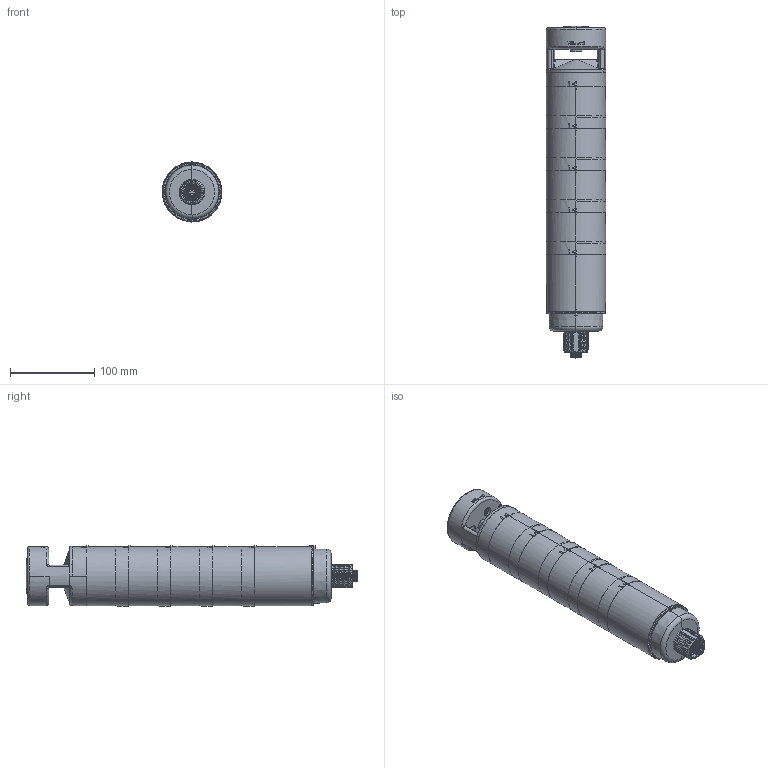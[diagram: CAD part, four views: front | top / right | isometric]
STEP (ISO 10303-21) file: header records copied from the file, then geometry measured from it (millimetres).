
FILE_DESCRIPTION((''),'2;1');
FILE_NAME('191417_ASM','2016-12-20T',('PDMAdmin'),('BANNER ENGINEERING'),'CREO PARAMETRIC BY PTC INC, 2016260','CREO PARAMETRIC BY PTC INC, 2016260','');
FILE_SCHEMA(('CONFIG_CONTROL_DESIGN'));
Length unit declared in the file: millimetre
Products named in the file (9): 180077; 190540; 183492; 183493; 180306; 180308; 191171; 30498; 191417_ASM
Assembly tree (14 placements, depth 2):
  191417_ASM
    180077
    190540
    183492  x4
    183493  x4
    180306
    180308
    191171
    30498
Bounding box: 71 x 393.31 x 71.25 mm (x, y, z)
Volume: 354022.7 mm3; surface area: 252053.2 mm2
Topology: 14 solids, 19 shells, 3859 faces, 9269 edges, 5484 vertices
Faces by surface type: bspline 1224, cylinder 1007, plane 679, torus 388, cone 333, sphere 206, extrusion 22
Entity records: 116575 total; most frequent: CARTESIAN_POINT 72731, ORIENTED_EDGE 10046, DIRECTION 7861, EDGE_CURVE 5027, AXIS2_PLACEMENT_3D 3265, VERTEX_POINT 3009, EDGE_LOOP 2196, FACE_OUTER_BOUND 2086
